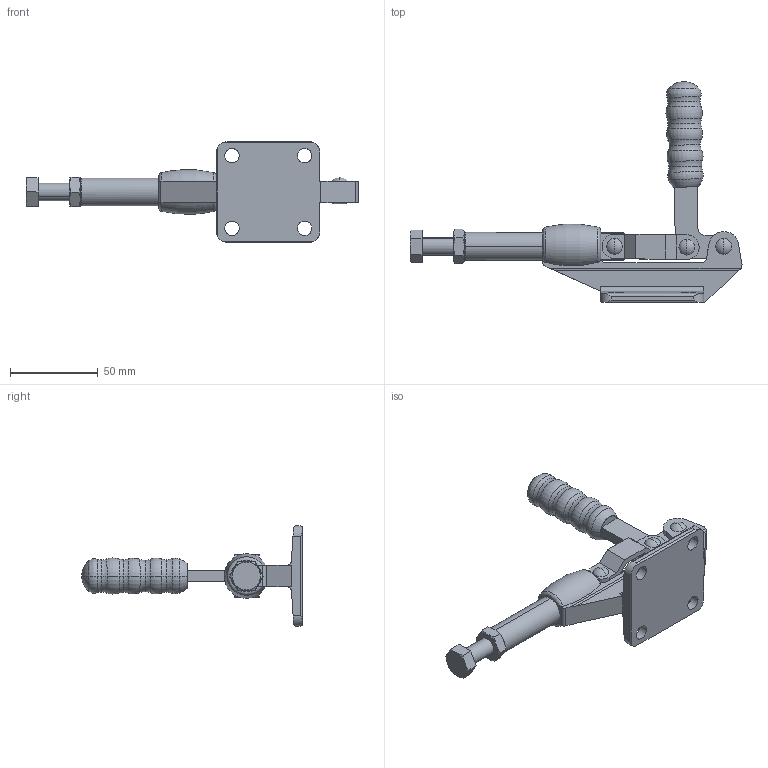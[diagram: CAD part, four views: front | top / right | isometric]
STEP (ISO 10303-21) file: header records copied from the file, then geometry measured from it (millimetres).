
FILE_DESCRIPTION (( 'STEP AP214' ), '1' );
FILE_NAME ('GH-305-EMÂ²¤Æ.STEP', '2020-05-29T05:12:48', ( 'LinWei' ), ( '' ), 'SwSTEP 2.0', 'SolidWorks 2016', '' );
FILE_SCHEMA (( 'AUTOMOTIVE_DESIGN' ));
Length unit declared in the file: millimetre
Products named in the file (6): 4304EM 33-1^GH-305-EM簡化; Group5^GH-305-EM簡化; Group3^GH-305-EM簡化; Group2^GH-305-EM簡化; Group1^GH-305-EM簡化; GH-305-EM簡化
Assembly tree (5 placements, depth 2):
  GH-305-EM簡化
    Group1^GH-305-EM簡化
    Group2^GH-305-EM簡化
    Group3^GH-305-EM簡化
    Group5^GH-305-EM簡化
    4304EM 33-1^GH-305-EM簡化
Bounding box: 189.05 x 125.63 x 57.2 mm (x, y, z)
Volume: 86390.3 mm3; surface area: 36863.2 mm2
Topology: 4 solids, 6 shells, 223 faces, 549 edges, 348 vertices
Faces by surface type: plane 81, cylinder 64, torus 38, cone 30, sphere 8, bspline 2
Entity records: 7512 total; most frequent: CARTESIAN_POINT 1656, DIRECTION 1162, ORIENTED_EDGE 1098, EDGE_CURVE 549, AXIS2_PLACEMENT_3D 462, VERTEX_POINT 348, EDGE_LOOP 255, VECTOR 238
